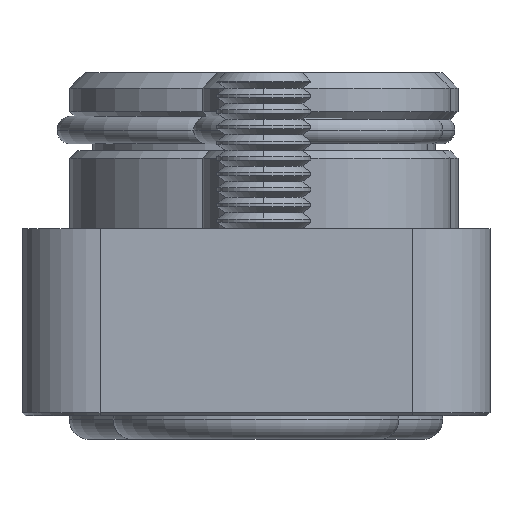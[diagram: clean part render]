
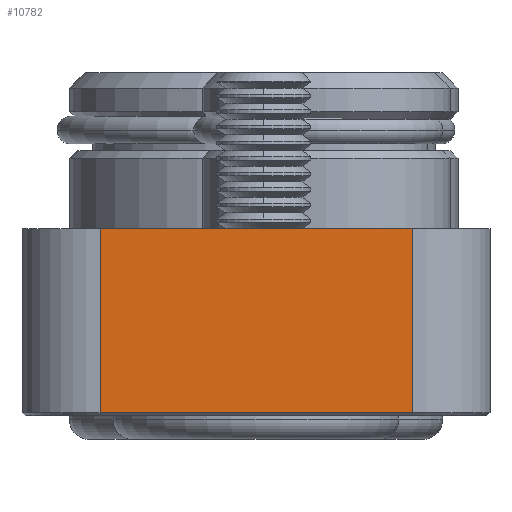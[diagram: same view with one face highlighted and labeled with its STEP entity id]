
A CAD part, front view. The second image highlights one B-rep face of the part: STEP entity #10782.
In plain terms, the highlighted planar face has unit normal (0, -1, 0).
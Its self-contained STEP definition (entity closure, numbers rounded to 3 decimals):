
#703 = CARTESIAN_POINT ( 'NONE',  ( -30., 0., 0.2 ) ) ;
#1704 = ORIENTED_EDGE ( 'NONE', *, *, #9002, .T. ) ;
#2036 = VECTOR ( 'NONE', #4713, 1000. ) ;
#2152 = EDGE_CURVE ( 'NONE', #13684, #7219, #11558, .T. ) ;
#2358 = CARTESIAN_POINT ( 'NONE',  ( -5., 0., 12. ) ) ;
#2641 = ORIENTED_EDGE ( 'NONE', *, *, #11549, .T. ) ;
#2986 = VERTEX_POINT ( 'NONE', #13424 ) ;
#3018 = CARTESIAN_POINT ( 'NONE',  ( -5., 0., 0.2 ) ) ;
#3651 = VERTEX_POINT ( 'NONE', #8917 ) ;
#4542 = VECTOR ( 'NONE', #9963, 1000. ) ;
#4623 = CARTESIAN_POINT ( 'NONE',  ( -30., 0., 12. ) ) ;
#4713 = DIRECTION ( 'NONE',  ( 0., 0., -1. ) ) ;
#5166 = DIRECTION ( 'NONE',  ( 1., 0., 0. ) ) ;
#5572 = CARTESIAN_POINT ( 'NONE',  ( -5., 0., 12. ) ) ;
#6498 = CARTESIAN_POINT ( 'NONE',  ( -30., 0., 12. ) ) ;
#6718 = PLANE ( 'NONE',  #10734 ) ;
#7219 = VERTEX_POINT ( 'NONE', #3018 ) ;
#7581 = LINE ( 'NONE', #6498, #4542 ) ;
#7814 = EDGE_LOOP ( 'NONE', ( #9177, #2641, #8431, #1704 ) ) ;
#8314 = CARTESIAN_POINT ( 'NONE',  ( -25., 0., 12. ) ) ;
#8431 = ORIENTED_EDGE ( 'NONE', *, *, #2152, .F. ) ;
#8917 = CARTESIAN_POINT ( 'NONE',  ( -25., 0., 12. ) ) ;
#9002 = EDGE_CURVE ( 'NONE', #13684, #3651, #7581, .T. ) ;
#9177 = ORIENTED_EDGE ( 'NONE', *, *, #13337, .F. ) ;
#9963 = DIRECTION ( 'NONE',  ( -1., 0., 0. ) ) ;
#10243 = DIRECTION ( 'NONE',  ( -1., 0., 0. ) ) ;
#10734 = AXIS2_PLACEMENT_3D ( 'NONE', #4623, #11514, #10243 ) ;
#10782 = ADVANCED_FACE ( 'NONE', ( #12861 ), #6718, .F. ) ;
#11514 = DIRECTION ( 'NONE',  ( 0., 1., 0. ) ) ;
#11549 = EDGE_CURVE ( 'NONE', #2986, #7219, #12107, .T. ) ;
#11558 = LINE ( 'NONE', #2358, #2036 ) ;
#12107 = LINE ( 'NONE', #703, #14435 ) ;
#12815 = LINE ( 'NONE', #8314, #12984 ) ;
#12861 = FACE_OUTER_BOUND ( 'NONE', #7814, .T. ) ;
#12984 = VECTOR ( 'NONE', #14005, 1000. ) ;
#13337 = EDGE_CURVE ( 'NONE', #2986, #3651, #12815, .T. ) ;
#13424 = CARTESIAN_POINT ( 'NONE',  ( -25., 0., 0.2 ) ) ;
#13684 = VERTEX_POINT ( 'NONE', #5572 ) ;
#14005 = DIRECTION ( 'NONE',  ( 0., 0., 1. ) ) ;
#14435 = VECTOR ( 'NONE', #5166, 1000. ) ;
